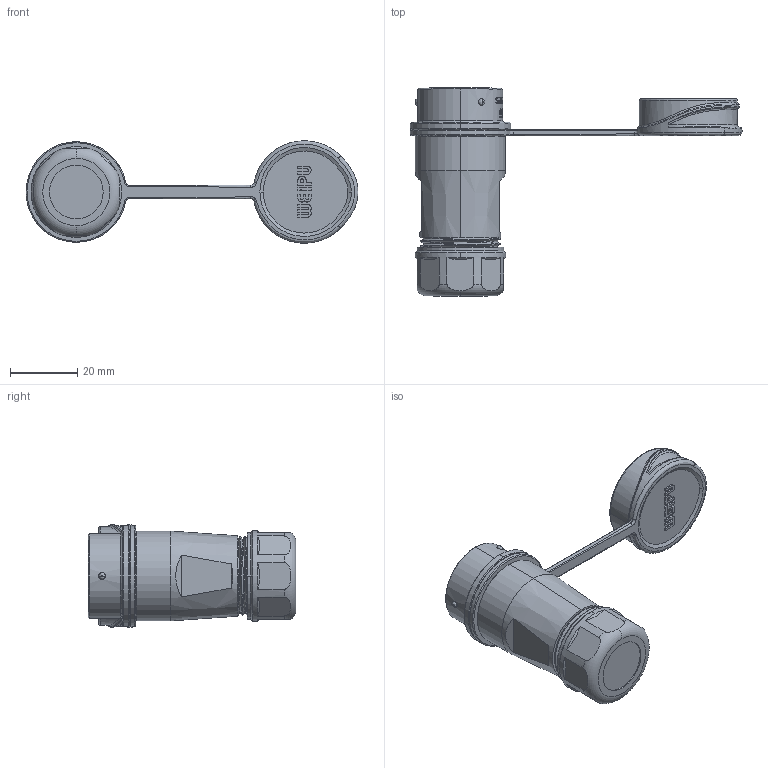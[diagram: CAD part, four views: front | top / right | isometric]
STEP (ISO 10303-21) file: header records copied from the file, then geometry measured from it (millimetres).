
FILE_DESCRIPTION((''),'2;1');
FILE_NAME('3D-SF2411-SLC','2025-07-14T15:11:57',('Administrator'),(''),'CREO PARAMETRIC BY PTC INC, 2018050','CREO PARAMETRIC BY PTC INC, 2018050','');
FILE_SCHEMA(('CONFIG_CONTROL_DESIGN'));
Length unit declared in the file: millimetre
Products named in the file (1): 3D-SF2411-SLC
Bounding box: 99 x 62 x 30.5 mm (x, y, z)
Volume: 32647.6 mm3; surface area: 13480.5 mm2
Topology: 1 solids, 6 shells, 872 faces, 2467 edges, 1637 vertices
Faces by surface type: plane 650, cylinder 106, cone 47, bspline 43, torus 23, extrusion 3
Entity records: 33584 total; most frequent: CARTESIAN_POINT 11795, ORIENTED_EDGE 4930, DIRECTION 3976, EDGE_CURVE 2465, VERTEX_POINT 1637, VECTOR 1424, LINE 1421, AXIS2_PLACEMENT_3D 1276
